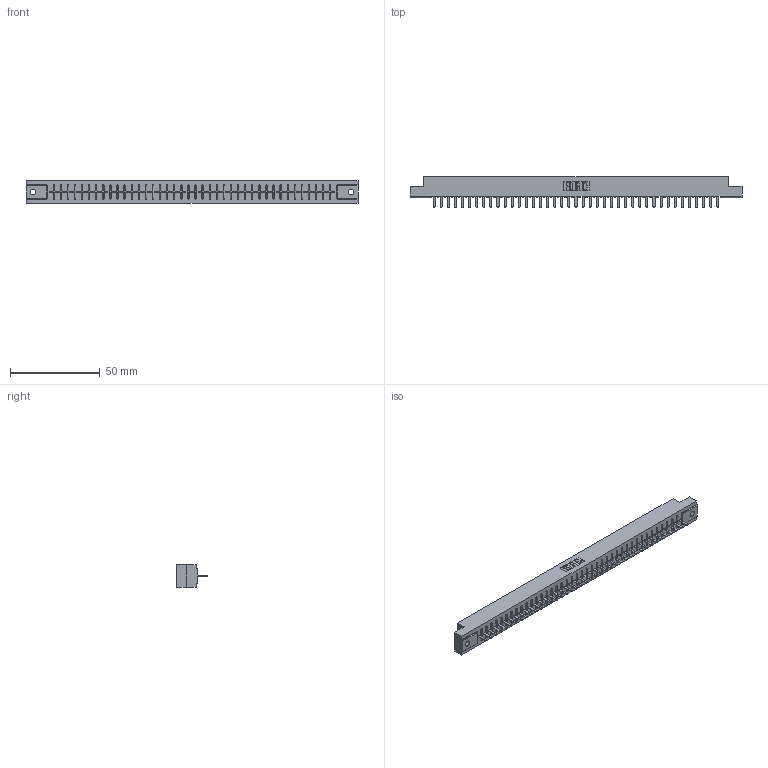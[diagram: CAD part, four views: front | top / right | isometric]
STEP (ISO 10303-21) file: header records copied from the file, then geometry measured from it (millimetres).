
FILE_DESCRIPTION (( 'STEP AP203' ), '1' );
FILE_NAME ('316-041-420-102.STEP', '2020-09-23T07:05:06', ( '' ), ( '' ), 'SwSTEP 2.0', 'SolidWorks 2020', '' );
FILE_SCHEMA (( 'CONFIG_CONTROL_DESIGN' ));
Length unit declared in the file: inch
Products named in the file (3): 306-290-001_120; 316-041-420-102; 306 Part_.128 Dia
Assembly tree (42 placements, depth 2):
  316-041-420-102
    306 Part_.128 Dia
    306-290-001_120  x41
Bounding box: 185.47 x 17.12 x 12.7 mm (x, y, z)
Volume: 20479.1 mm3; surface area: 20737.5 mm2
Topology: 42 solids, 42 shells, 2986 faces, 8393 edges, 5374 vertices
Faces by surface type: plane 1995, cylinder 827, sphere 164
Entity records: 38322 total; most frequent: CARTESIAN_POINT 6434, ORIENTED_EDGE 6378, DIRECTION 6345, EDGE_CURVE 3189, LINE 2495, VECTOR 2495, VERTEX_POINT 2014, AXIS2_PLACEMENT_3D 1925
